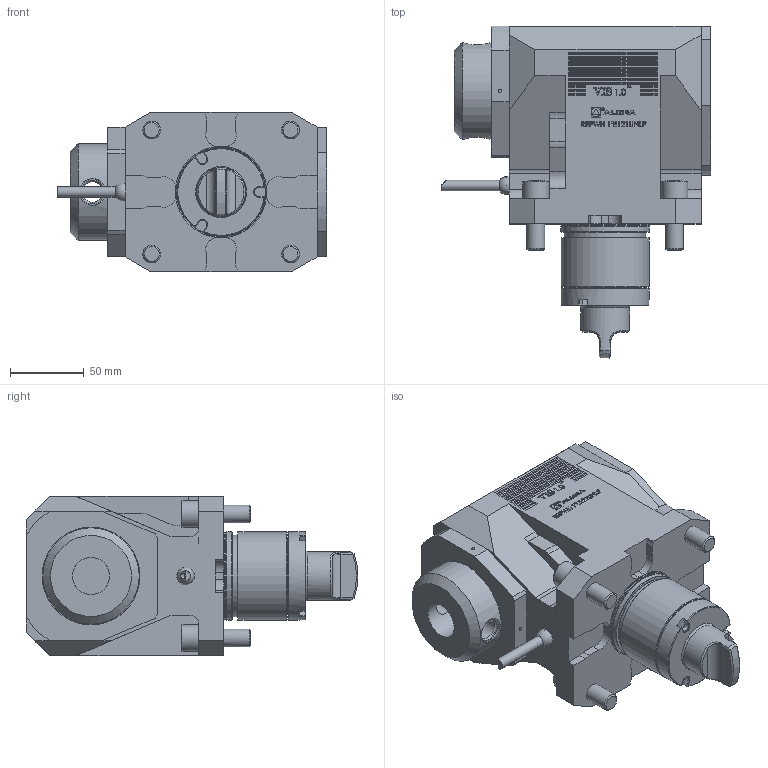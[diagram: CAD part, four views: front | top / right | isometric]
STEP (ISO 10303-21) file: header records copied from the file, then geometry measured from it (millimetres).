
FILE_DESCRIPTION (( 'STEP AP214' ), '1' );
FILE_NAME ('RRPWH1E121UNLP.STEP', '2025-09-02T09:54:19', ( '' ), ( '' ), 'SwSTEP 2.0', 'SolidWorks 2023', '' );
FILE_SCHEMA (( 'AUTOMOTIVE_DESIGN' ));
Length unit declared in the file: millimetre
Products named in the file (1): RRPWH1E121UNLP
Bounding box: 182.5 x 224.8 x 108 mm (x, y, z)
Volume: 2039225.7 mm3; surface area: 129417.6 mm2
Topology: 1 solids, 1 shells, 921 faces, 2393 edges, 1587 vertices
Faces by surface type: plane 646, bspline 122, cylinder 117, cone 27, torus 8, sphere 1
Full cylindrical faces by diameter (mm): 1.7 x1, 2.1 x1, 4 x1, 6.366 x1, 7 x1, 12 x4, 14 x2, 18 x6, 25.1 x1, 33 x1, 55.2 x1, 59.5 x1, 59.7 x1, 59.8 x1, 59.9 x1, 65.3 x1
Entity records: 38091 total; most frequent: CARTESIAN_POINT 13476, ORIENTED_EDGE 4634, DIRECTION 3802, EDGE_CURVE 2317, LINE 1748, VECTOR 1748, VERTEX_POINT 1563, EDGE_LOOP 1090
